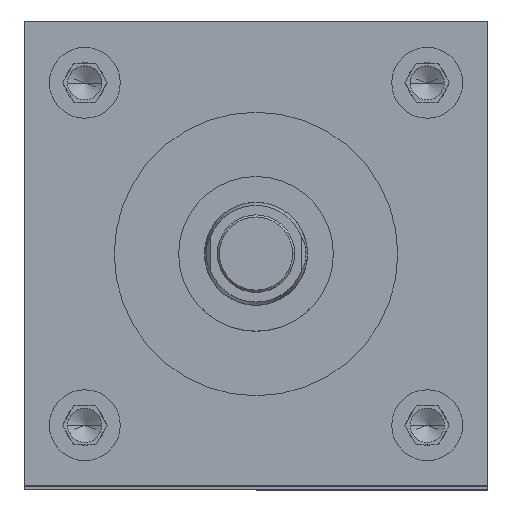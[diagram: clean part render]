
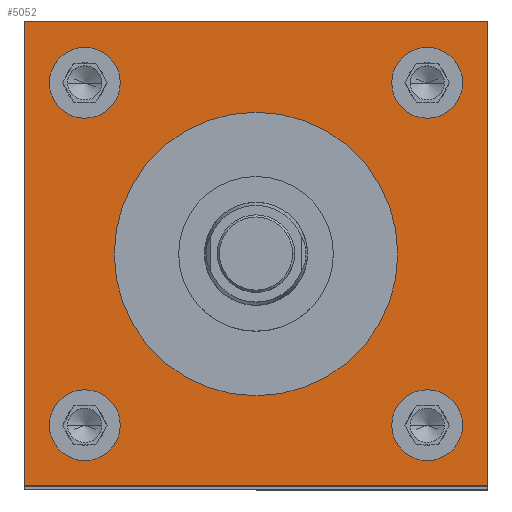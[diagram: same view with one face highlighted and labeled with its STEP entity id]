
A CAD part, top view. The second image highlights one B-rep face of the part: STEP entity #5052.
In plain terms, the highlighted planar face has unit normal (0, 0, 1).
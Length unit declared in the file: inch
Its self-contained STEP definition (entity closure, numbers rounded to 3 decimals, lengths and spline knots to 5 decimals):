
#31 = ORIENTED_EDGE ( 'NONE', *, *, #975, .F. ) ;
#62 = CARTESIAN_POINT ( 'NONE',  ( 0., 0., 22.25 ) ) ;
#88 = LINE ( 'NONE', #3514, #3564 ) ;
#108 = VERTEX_POINT ( 'NONE', #4395 ) ;
#232 = CIRCLE ( 'NONE', #4961, 1.375 ) ;
#246 = EDGE_LOOP ( 'NONE', ( #340, #5648 ) ) ;
#339 = ORIENTED_EDGE ( 'NONE', *, *, #3651, .F. ) ;
#340 = ORIENTED_EDGE ( 'NONE', *, *, #3970, .F. ) ;
#358 = DIRECTION ( 'NONE',  ( 1., 0., 0. ) ) ;
#391 = VERTEX_POINT ( 'NONE', #5742 ) ;
#409 = ORIENTED_EDGE ( 'NONE', *, *, #3695, .F. ) ;
#460 = CARTESIAN_POINT ( 'NONE',  ( 1.375, 0., 22.25 ) ) ;
#465 = CIRCLE ( 'NONE', #1639, 0.3435 ) ;
#477 = ORIENTED_EDGE ( 'NONE', *, *, #4798, .T. ) ;
#490 = DIRECTION ( 'NONE',  ( 1., 0., 0. ) ) ;
#504 = DIRECTION ( 'NONE',  ( -1., 0., 0. ) ) ;
#512 = DIRECTION ( 'NONE',  ( 0., 0., 1. ) ) ;
#608 = LINE ( 'NONE', #1067, #4161 ) ;
#644 = DIRECTION ( 'NONE',  ( 1., 0., 0. ) ) ;
#696 = CARTESIAN_POINT ( 'NONE',  ( -1.66, 1.66, 22.25 ) ) ;
#739 = AXIS2_PLACEMENT_3D ( 'NONE', #4673, #2514, #358 ) ;
#882 = FACE_BOUND ( 'NONE', #5552, .T. ) ;
#948 = AXIS2_PLACEMENT_3D ( 'NONE', #6120, #1789, #3760 ) ;
#975 = EDGE_CURVE ( 'NONE', #4446, #391, #4332, .T. ) ;
#1052 = DIRECTION ( 'NONE',  ( 0., 0., 1. ) ) ;
#1067 = CARTESIAN_POINT ( 'NONE',  ( -2.25, 2.25, 22.25 ) ) ;
#1111 = DIRECTION ( 'NONE',  ( 0., 1., 0. ) ) ;
#1140 = CIRCLE ( 'NONE', #5476, 0.3435 ) ;
#1178 = AXIS2_PLACEMENT_3D ( 'NONE', #696, #3156, #3025 ) ;
#1209 = CARTESIAN_POINT ( 'NONE',  ( -2.25, -2.25, 22.25 ) ) ;
#1270 = VERTEX_POINT ( 'NONE', #1209 ) ;
#1325 = AXIS2_PLACEMENT_3D ( 'NONE', #1705, #2739, #1780 ) ;
#1400 = CARTESIAN_POINT ( 'NONE',  ( -1.66, -1.66, 22.25 ) ) ;
#1547 = CARTESIAN_POINT ( 'NONE',  ( -1.66, 1.66, 22.25 ) ) ;
#1597 = DIRECTION ( 'NONE',  ( 0., 0., 1. ) ) ;
#1601 = ORIENTED_EDGE ( 'NONE', *, *, #4353, .T. ) ;
#1618 = CIRCLE ( 'NONE', #6185, 0.3435 ) ;
#1639 = AXIS2_PLACEMENT_3D ( 'NONE', #1400, #1052, #490 ) ;
#1705 = CARTESIAN_POINT ( 'NONE',  ( 1.66, -1.66, 22.25 ) ) ;
#1780 = DIRECTION ( 'NONE',  ( 1., 0., 0. ) ) ;
#1789 = DIRECTION ( 'NONE',  ( 0., 0., -1. ) ) ;
#1820 = FACE_BOUND ( 'NONE', #246, .T. ) ;
#1827 = VECTOR ( 'NONE', #644, 39.37008 ) ;
#1868 = DIRECTION ( 'NONE',  ( 1., 0., 0. ) ) ;
#1894 = CARTESIAN_POINT ( 'NONE',  ( 1.66, 1.66, 22.25 ) ) ;
#1970 = EDGE_CURVE ( 'NONE', #2508, #3095, #232, .T. ) ;
#2103 = EDGE_LOOP ( 'NONE', ( #31, #4375 ) ) ;
#2169 = EDGE_LOOP ( 'NONE', ( #2257, #2185 ) ) ;
#2185 = ORIENTED_EDGE ( 'NONE', *, *, #4350, .F. ) ;
#2257 = ORIENTED_EDGE ( 'NONE', *, *, #1970, .F. ) ;
#2269 = FACE_OUTER_BOUND ( 'NONE', #2619, .T. ) ;
#2329 = FACE_BOUND ( 'NONE', #2169, .T. ) ;
#2380 = VECTOR ( 'NONE', #3583, 39.37008 ) ;
#2389 = CARTESIAN_POINT ( 'NONE',  ( 2.0035, -1.66, 22.25 ) ) ;
#2508 = VERTEX_POINT ( 'NONE', #460 ) ;
#2514 = DIRECTION ( 'NONE',  ( 0., 0., 1. ) ) ;
#2593 = CARTESIAN_POINT ( 'NONE',  ( 2.0035, 1.66, 22.25 ) ) ;
#2604 = VERTEX_POINT ( 'NONE', #5737 ) ;
#2619 = EDGE_LOOP ( 'NONE', ( #3419, #3424, #1601, #477 ) ) ;
#2733 = CARTESIAN_POINT ( 'NONE',  ( -2.25, -2.25, 22.25 ) ) ;
#2739 = DIRECTION ( 'NONE',  ( 0., 0., 1. ) ) ;
#2748 = FACE_BOUND ( 'NONE', #2103, .T. ) ;
#2794 = CIRCLE ( 'NONE', #1178, 0.3435 ) ;
#2817 = CARTESIAN_POINT ( 'NONE',  ( 1.66, 1.66, 22.25 ) ) ;
#2862 = CIRCLE ( 'NONE', #3271, 1.375 ) ;
#3025 = DIRECTION ( 'NONE',  ( 1., 0., 0. ) ) ;
#3031 = CARTESIAN_POINT ( 'NONE',  ( 0., 0., 22.25 ) ) ;
#3095 = VERTEX_POINT ( 'NONE', #3841 ) ;
#3141 = LINE ( 'NONE', #2733, #2380 ) ;
#3156 = DIRECTION ( 'NONE',  ( 0., 0., 1. ) ) ;
#3157 = CIRCLE ( 'NONE', #1325, 0.3435 ) ;
#3271 = AXIS2_PLACEMENT_3D ( 'NONE', #62, #512, #5377 ) ;
#3419 = ORIENTED_EDGE ( 'NONE', *, *, #4031, .T. ) ;
#3424 = ORIENTED_EDGE ( 'NONE', *, *, #4587, .T. ) ;
#3500 = CARTESIAN_POINT ( 'NONE',  ( -2.0035, -1.66, 22.25 ) ) ;
#3514 = CARTESIAN_POINT ( 'NONE',  ( 2.25, -2.25, 22.25 ) ) ;
#3564 = VECTOR ( 'NONE', #1111, 39.37008 ) ;
#3583 = DIRECTION ( 'NONE',  ( 0., -1., 0. ) ) ;
#3628 = CARTESIAN_POINT ( 'NONE',  ( -1.66, -1.66, 22.25 ) ) ;
#3651 = EDGE_CURVE ( 'NONE', #108, #5599, #3157, .T. ) ;
#3666 = VERTEX_POINT ( 'NONE', #3500 ) ;
#3686 = VERTEX_POINT ( 'NONE', #3719 ) ;
#3688 = VERTEX_POINT ( 'NONE', #5932 ) ;
#3695 = EDGE_CURVE ( 'NONE', #5599, #108, #5374, .T. ) ;
#3719 = CARTESIAN_POINT ( 'NONE',  ( -1.3165, 1.66, 22.25 ) ) ;
#3760 = DIRECTION ( 'NONE',  ( -1., 0., 0. ) ) ;
#3841 = CARTESIAN_POINT ( 'NONE',  ( -1.375, 0., 22.25 ) ) ;
#3904 = DIRECTION ( 'NONE',  ( 1., 0., 0. ) ) ;
#3970 = EDGE_CURVE ( 'NONE', #3686, #4011, #1140, .T. ) ;
#4004 = VERTEX_POINT ( 'NONE', #4953 ) ;
#4011 = VERTEX_POINT ( 'NONE', #4986 ) ;
#4031 = EDGE_CURVE ( 'NONE', #4004, #1270, #3141, .T. ) ;
#4114 = ORIENTED_EDGE ( 'NONE', *, *, #4960, .F. ) ;
#4161 = VECTOR ( 'NONE', #504, 39.37008 ) ;
#4332 = CIRCLE ( 'NONE', #4534, 0.3435 ) ;
#4350 = EDGE_CURVE ( 'NONE', #3095, #2508, #2862, .T. ) ;
#4353 = EDGE_CURVE ( 'NONE', #2604, #6124, #88, .T. ) ;
#4375 = ORIENTED_EDGE ( 'NONE', *, *, #4607, .F. ) ;
#4395 = CARTESIAN_POINT ( 'NONE',  ( 1.3165, -1.66, 22.25 ) ) ;
#4446 = VERTEX_POINT ( 'NONE', #2593 ) ;
#4480 = DIRECTION ( 'NONE',  ( 0., 0., 1. ) ) ;
#4534 = AXIS2_PLACEMENT_3D ( 'NONE', #1894, #4480, #5392 ) ;
#4587 = EDGE_CURVE ( 'NONE', #1270, #2604, #6064, .T. ) ;
#4607 = EDGE_CURVE ( 'NONE', #391, #4446, #5360, .T. ) ;
#4673 = CARTESIAN_POINT ( 'NONE',  ( 1.66, -1.66, 22.25 ) ) ;
#4798 = EDGE_CURVE ( 'NONE', #6124, #4004, #608, .T. ) ;
#4902 = ORIENTED_EDGE ( 'NONE', *, *, #5597, .F. ) ;
#4916 = EDGE_CURVE ( 'NONE', #4011, #3686, #2794, .T. ) ;
#4923 = DIRECTION ( 'NONE',  ( 0., 0., 1. ) ) ;
#4953 = CARTESIAN_POINT ( 'NONE',  ( -2.25, 2.25, 22.25 ) ) ;
#4960 = EDGE_CURVE ( 'NONE', #3688, #3666, #1618, .T. ) ;
#4961 = AXIS2_PLACEMENT_3D ( 'NONE', #3031, #1597, #5972 ) ;
#4986 = CARTESIAN_POINT ( 'NONE',  ( -2.0035, 1.66, 22.25 ) ) ;
#5052 = ADVANCED_FACE ( 'NONE', ( #5646, #2748, #882, #1820, #2329, #2269 ), #6052, .F. ) ;
#5091 = DIRECTION ( 'NONE',  ( 0., 0., 1. ) ) ;
#5185 = DIRECTION ( 'NONE',  ( 1., 0., 0. ) ) ;
#5360 = CIRCLE ( 'NONE', #5665, 0.3435 ) ;
#5374 = CIRCLE ( 'NONE', #739, 0.3435 ) ;
#5377 = DIRECTION ( 'NONE',  ( 1., 0., 0. ) ) ;
#5392 = DIRECTION ( 'NONE',  ( 1., 0., 0. ) ) ;
#5476 = AXIS2_PLACEMENT_3D ( 'NONE', #1547, #4923, #3904 ) ;
#5525 = EDGE_LOOP ( 'NONE', ( #409, #339 ) ) ;
#5552 = EDGE_LOOP ( 'NONE', ( #4114, #4902 ) ) ;
#5595 = CARTESIAN_POINT ( 'NONE',  ( -2.25, -2.25, 22.25 ) ) ;
#5597 = EDGE_CURVE ( 'NONE', #3666, #3688, #465, .T. ) ;
#5599 = VERTEX_POINT ( 'NONE', #2389 ) ;
#5646 = FACE_BOUND ( 'NONE', #5525, .T. ) ;
#5648 = ORIENTED_EDGE ( 'NONE', *, *, #4916, .F. ) ;
#5665 = AXIS2_PLACEMENT_3D ( 'NONE', #2817, #6156, #1868 ) ;
#5737 = CARTESIAN_POINT ( 'NONE',  ( 2.25, -2.25, 22.25 ) ) ;
#5742 = CARTESIAN_POINT ( 'NONE',  ( 1.3165, 1.66, 22.25 ) ) ;
#5932 = CARTESIAN_POINT ( 'NONE',  ( -1.3165, -1.66, 22.25 ) ) ;
#5972 = DIRECTION ( 'NONE',  ( 1., 0., 0. ) ) ;
#6029 = CARTESIAN_POINT ( 'NONE',  ( 2.25, 2.25, 22.25 ) ) ;
#6052 = PLANE ( 'NONE',  #948 ) ;
#6064 = LINE ( 'NONE', #5595, #1827 ) ;
#6120 = CARTESIAN_POINT ( 'NONE',  ( -2.25, 2.25, 22.25 ) ) ;
#6124 = VERTEX_POINT ( 'NONE', #6029 ) ;
#6156 = DIRECTION ( 'NONE',  ( 0., 0., 1. ) ) ;
#6185 = AXIS2_PLACEMENT_3D ( 'NONE', #3628, #5091, #5185 ) ;
